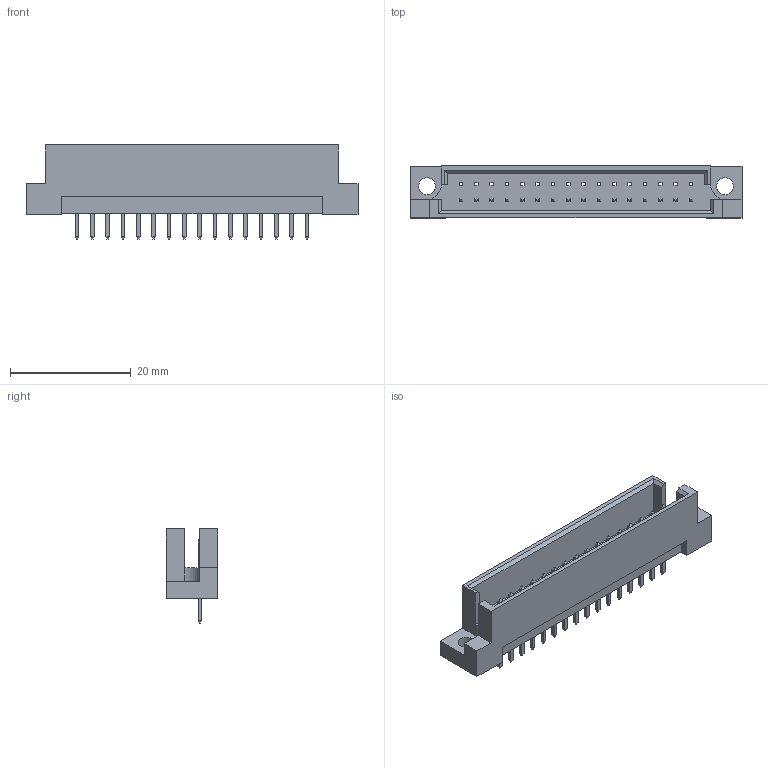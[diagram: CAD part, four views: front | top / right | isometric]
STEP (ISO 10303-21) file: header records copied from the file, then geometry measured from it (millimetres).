
FILE_DESCRIPTION (( 'STEP AP203' ), '1' );
FILE_NAME ('461-116-621-111.STEP', '2019-11-11T13:25:43', ( '' ), ( '' ), 'SwSTEP 2.0', 'SolidWorks 2020', '' );
FILE_SCHEMA (( 'CONFIG_CONTROL_DESIGN' ));
Length unit declared in the file: millimetre
Products named in the file (3): 461-290_21; 461-116-621-111; 461 Part_32
Assembly tree (17 placements, depth 2):
  461-116-621-111
    461 Part_32
    461-290_21  x16
Bounding box: 55 x 8.6 x 15.6 mm (x, y, z)
Volume: 2719.3 mm3; surface area: 3734.4 mm2
Topology: 17 solids, 17 shells, 400 faces, 958 edges, 592 vertices
Faces by surface type: plane 394, cylinder 6
Entity records: 6935 total; most frequent: CARTESIAN_POINT 1100, ORIENTED_EDGE 1076, DIRECTION 970, EDGE_CURVE 538, LINE 526, VECTOR 526, VERTEX_POINT 352, EDGE_LOOP 258
